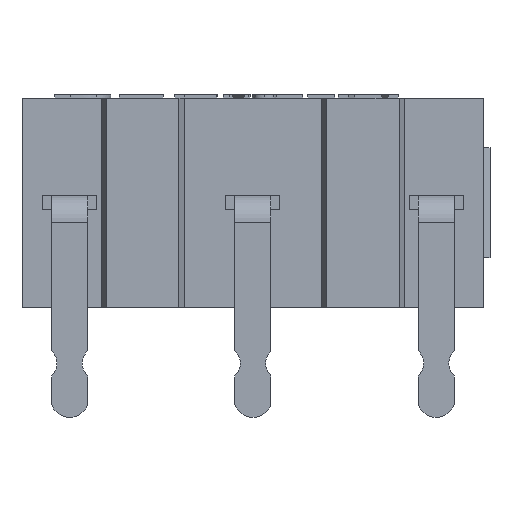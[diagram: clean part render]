
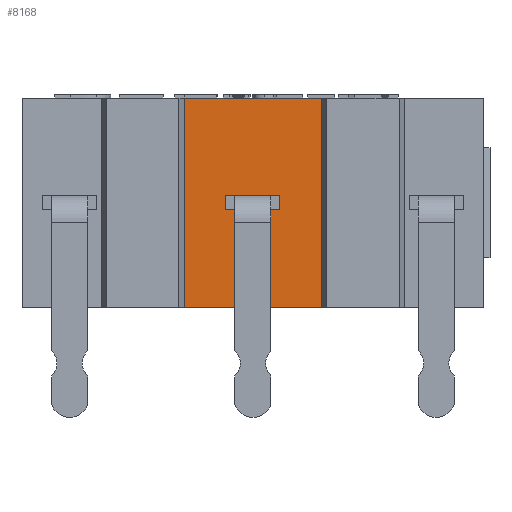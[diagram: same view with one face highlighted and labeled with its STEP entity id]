
A CAD part, front view. The second image highlights one B-rep face of the part: STEP entity #8168.
In plain terms, the highlighted planar face has unit normal (0, -1, 0).
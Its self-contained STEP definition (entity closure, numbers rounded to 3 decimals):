
#1860=CARTESIAN_POINT('',(1.9,-2.45,-2.9));
#1861=VERTEX_POINT('',#1860);
#1868=CARTESIAN_POINT('',(-1.9,-2.45,-2.9));
#1869=VERTEX_POINT('',#1868);
#1870=CARTESIAN_POINT('',(1.9,-2.45,-2.9));
#1871=DIRECTION('',(-1.0,0.0,0.0));
#1872=VECTOR('',#1871,3.8);
#1873=LINE('',#1870,#1872);
#1874=EDGE_CURVE('',#1861,#1869,#1873,.T.);
#8127=CARTESIAN_POINT('',(1.9,-2.45,2.9));
#8128=VERTEX_POINT('',#8127);
#8135=CARTESIAN_POINT('',(1.9,-2.45,2.9));
#8136=DIRECTION('',(0.0,0.0,-1.0));
#8137=VECTOR('',#8136,5.8);
#8138=LINE('',#8135,#8137);
#8139=EDGE_CURVE('',#8128,#1861,#8138,.T.);
#8145=CARTESIAN_POINT('',(-1.9,-2.45,0.0));
#8146=DIRECTION('',(0.0,-1.0,0.0));
#8147=DIRECTION('',(1.0,0.0,0.0));
#8148=AXIS2_PLACEMENT_3D('',#8145,#8146,#8147);
#8149=PLANE('',#8148);
#8150=ORIENTED_EDGE('',*,*,#8139,.F.);
#8151=CARTESIAN_POINT('',(-1.9,-2.45,2.9));
#8152=VERTEX_POINT('',#8151);
#8153=CARTESIAN_POINT('',(-1.9,-2.45,2.9));
#8154=DIRECTION('',(1.0,0.0,0.0));
#8155=VECTOR('',#8154,3.8);
#8156=LINE('',#8153,#8155);
#8157=EDGE_CURVE('',#8152,#8128,#8156,.T.);
#8158=ORIENTED_EDGE('',*,*,#8157,.F.);
#8159=CARTESIAN_POINT('',(-1.9,-2.45,2.9));
#8160=DIRECTION('',(0.0,0.0,-1.0));
#8161=VECTOR('',#8160,5.8);
#8162=LINE('',#8159,#8161);
#8163=EDGE_CURVE('',#8152,#1869,#8162,.T.);
#8164=ORIENTED_EDGE('',*,*,#8163,.T.);
#8165=ORIENTED_EDGE('',*,*,#1874,.F.);
#8166=EDGE_LOOP('',(#8150,#8158,#8164,#8165));
#8167=FACE_OUTER_BOUND('',#8166,.T.);
#8168=ADVANCED_FACE('',(#8167),#8149,.T.);
